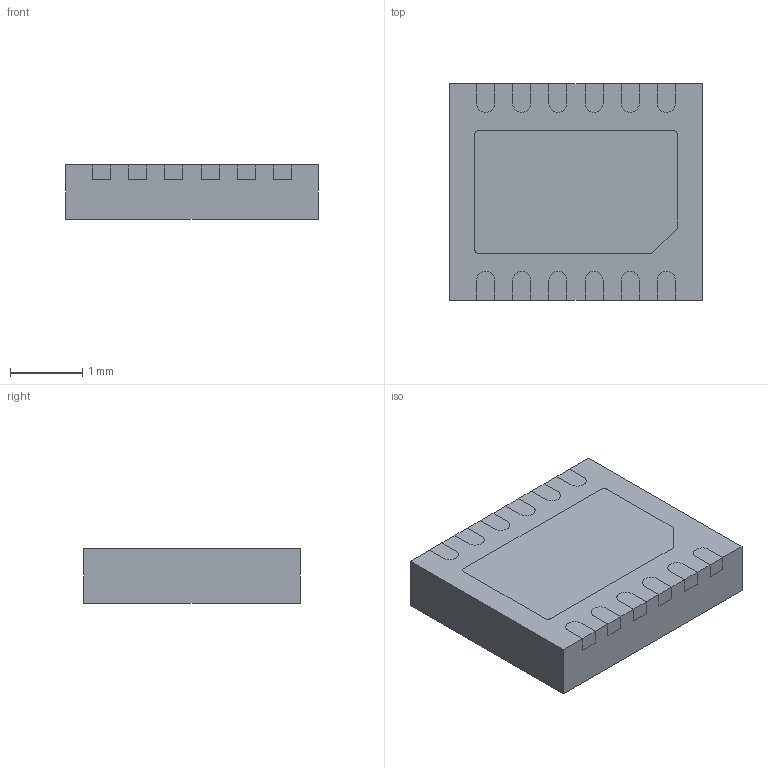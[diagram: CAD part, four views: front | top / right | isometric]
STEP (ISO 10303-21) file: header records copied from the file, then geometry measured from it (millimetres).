
FILE_DESCRIPTION((''),'2;1');
FILE_NAME('User Library-DFN-14.stp','2012-05-16T16:18:56',('RoDe'),(''),'Autodesk Inventor 2012','Autodesk Inventor 2012','');
FILE_SCHEMA(('AUTOMOTIVE_DESIGN { 1 0 10303 214 1 1 1 1 }'));
Length unit declared in the file: millimetre
Products named in the file (16): User Library-DFN-14; User Library-DFN-14_Part_17518_1; User Library-DFN-14_Part_19797_1; User Library-DFN-14_Part_19799_1; User Library-DFN-14_Part_19801_1; User Library-DFN-14_Part_19803_1; User Library-DFN-14_Part_19805_1; User Library-DFN-14_Part_19807_1; User Library-DFN-14_Part_19821_1; User Library-DFN-14_Part_19819_1; User Library-DFN-14_Part_19817_1; User Library-DFN-14_Part_19815_1; User Library-DFN-14_Part_19813_1; User Library-DFN-14_Part_19811_1; User Library-DFN-14_Part_17479_1; User Library-DFN-14_Part_20786_1
Assembly tree (15 placements, depth 2):
  User Library-DFN-14
    User Library-DFN-14_Part_17518_1
    User Library-DFN-14_Part_19797_1
    User Library-DFN-14_Part_19799_1
    User Library-DFN-14_Part_19801_1
    User Library-DFN-14_Part_19803_1
    User Library-DFN-14_Part_19805_1
    User Library-DFN-14_Part_19807_1
    User Library-DFN-14_Part_19821_1
    User Library-DFN-14_Part_19819_1
    User Library-DFN-14_Part_19817_1
    User Library-DFN-14_Part_19815_1
    User Library-DFN-14_Part_19813_1
    User Library-DFN-14_Part_19811_1
    User Library-DFN-14_Part_17479_1
    User Library-DFN-14_Part_20786_1
Bounding box: 3.5 x 3 x 0.75 mm (x, y, z)
Volume: 7.9 mm3; surface area: 50.8 mm2
Topology: 15 solids, 15 shells, 150 faces, 354 edges, 236 vertices
Faces by surface type: plane 118, cylinder 32
Full cylindrical faces by diameter (mm): 0.495 x2
Entity records: 4793 total; most frequent: DIRECTION 778, CARTESIAN_POINT 769, ORIENTED_EDGE 704, EDGE_CURVE 352, VECTOR 288, LINE 288, AXIS2_PLACEMENT_3D 245, VERTEX_POINT 236
